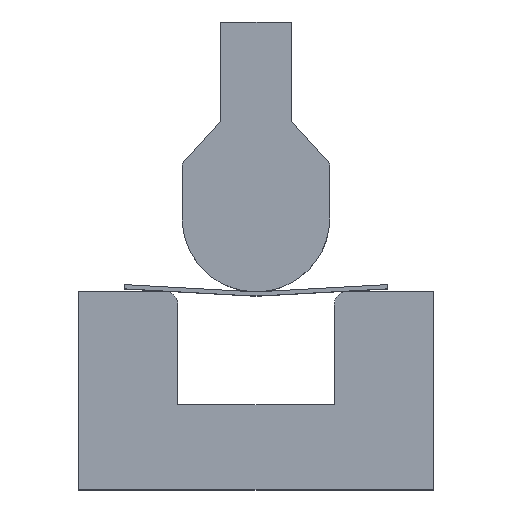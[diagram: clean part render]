
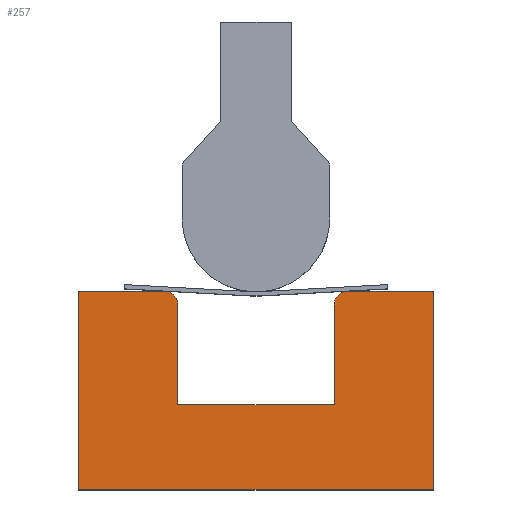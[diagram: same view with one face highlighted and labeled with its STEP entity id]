
A CAD part, top view. The second image highlights one B-rep face of the part: STEP entity #257.
In plain terms, the highlighted free-form (B-spline) face has degree [1, 1] with [2, 2] control points.
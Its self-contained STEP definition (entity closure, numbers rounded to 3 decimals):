
#31 = VERTEX_POINT('',#32);
#32 = CARTESIAN_POINT('',(-87.865,0.,21.088));
#37 = EDGE_CURVE('',#38,#31,#40,.T.);
#38 = VERTEX_POINT('',#39);
#39 = CARTESIAN_POINT('',(-87.865,98.409,21.088
    ));
#40 = B_SPLINE_CURVE_WITH_KNOTS('',1,(#41,#42),.UNSPECIFIED.,.F.,.F.,(2,
    2),(-70.,-0.),.PIECEWISE_BEZIER_KNOTS.);
#41 = CARTESIAN_POINT('',(-87.865,98.409,21.088
    ));
#42 = CARTESIAN_POINT('',(-87.865,0.,21.088));
#65 = VERTEX_POINT('',#66);
#66 = CARTESIAN_POINT('',(87.865,0.,21.088));
#71 = EDGE_CURVE('',#31,#65,#72,.T.);
#72 = B_SPLINE_CURVE_WITH_KNOTS('',1,(#73,#74),.UNSPECIFIED.,.F.,.F.,(2,
    2),(0.,125.),.PIECEWISE_BEZIER_KNOTS.);
#73 = CARTESIAN_POINT('',(-87.865,0.,21.088));
#74 = CARTESIAN_POINT('',(87.865,0.,21.088));
#93 = VERTEX_POINT('',#94);
#94 = CARTESIAN_POINT('',(87.865,98.409,
    21.088));
#99 = EDGE_CURVE('',#65,#93,#100,.T.);
#100 = B_SPLINE_CURVE_WITH_KNOTS('',1,(#101,#102),.UNSPECIFIED.,.F.,.F.,
  (2,2),(0.,70.),.PIECEWISE_BEZIER_KNOTS.);
#101 = CARTESIAN_POINT('',(87.865,0.,21.088));
#102 = CARTESIAN_POINT('',(87.865,98.409,
    21.088));
#121 = VERTEX_POINT('',#122);
#122 = CARTESIAN_POINT('',(45.69,98.409,
    21.088));
#127 = EDGE_CURVE('',#93,#121,#128,.T.);
#128 = B_SPLINE_CURVE_WITH_KNOTS('',1,(#129,#130),.UNSPECIFIED.,.F.,.F.,
  (2,2),(-35.,-5.),.PIECEWISE_BEZIER_KNOTS.);
#129 = CARTESIAN_POINT('',(87.865,98.409,
    21.088));
#130 = CARTESIAN_POINT('',(45.69,98.409,
    21.088));
#141 = EDGE_CURVE('',#142,#144,#146,.T.);
#142 = VERTEX_POINT('',#143);
#143 = CARTESIAN_POINT('',(38.661,91.38,
    21.088));
#144 = VERTEX_POINT('',#145);
#145 = CARTESIAN_POINT('',(38.661,42.175,
    21.088));
#146 = B_SPLINE_CURVE_WITH_KNOTS('',1,(#147,#148),.UNSPECIFIED.,.F.,.F.,
  (2,2),(-35.,-0.),.PIECEWISE_BEZIER_KNOTS.);
#147 = CARTESIAN_POINT('',(38.661,91.38,
    21.088));
#148 = CARTESIAN_POINT('',(38.661,42.175,
    21.088));
#185 = VERTEX_POINT('',#186);
#186 = CARTESIAN_POINT('',(-38.661,42.175,
    21.088));
#191 = EDGE_CURVE('',#144,#185,#192,.T.);
#192 = B_SPLINE_CURVE_WITH_KNOTS('',1,(#193,#194),.UNSPECIFIED.,.F.,.F.,
  (2,2),(-55.,-0.),.PIECEWISE_BEZIER_KNOTS.);
#193 = CARTESIAN_POINT('',(38.661,42.175,
    21.088));
#194 = CARTESIAN_POINT('',(-38.661,42.175,
    21.088));
#213 = VERTEX_POINT('',#214);
#214 = CARTESIAN_POINT('',(-38.661,91.38,
    21.088));
#219 = EDGE_CURVE('',#185,#213,#220,.T.);
#220 = B_SPLINE_CURVE_WITH_KNOTS('',1,(#221,#222),.UNSPECIFIED.,.F.,.F.,
  (2,2),(-40.,-5.),.PIECEWISE_BEZIER_KNOTS.);
#221 = CARTESIAN_POINT('',(-38.661,42.175,
    21.088));
#222 = CARTESIAN_POINT('',(-38.661,91.38,
    21.088));
#233 = EDGE_CURVE('',#234,#38,#236,.T.);
#234 = VERTEX_POINT('',#235);
#235 = CARTESIAN_POINT('',(-45.69,98.409,
    21.088));
#236 = B_SPLINE_CURVE_WITH_KNOTS('',1,(#237,#238),.UNSPECIFIED.,.F.,.F.,
  (2,2),(-30.,-0.),.PIECEWISE_BEZIER_KNOTS.);
#237 = CARTESIAN_POINT('',(-45.69,98.409,
    21.088));
#238 = CARTESIAN_POINT('',(-87.865,98.409,
    21.088));
#257 = ADVANCED_FACE('',(#258),#280,.F.);
#258 = FACE_BOUND('',#259,.T.);
#259 = EDGE_LOOP('',(#260,#261,#267,#268,#269,#270,#276,#277,#278,#279)
  );
#260 = ORIENTED_EDGE('',*,*,#127,.T.);
#261 = ORIENTED_EDGE('',*,*,#262,.T.);
#262 = EDGE_CURVE('',#121,#142,#263,.T.);
#263 = ( BOUNDED_CURVE() B_SPLINE_CURVE(2,(#264,#265,#266),
.UNSPECIFIED.,.F.,.F.) B_SPLINE_CURVE_WITH_KNOTS((3,3),(4.712,
6.283),.PIECEWISE_BEZIER_KNOTS.) CURVE() 
GEOMETRIC_REPRESENTATION_ITEM() RATIONAL_B_SPLINE_CURVE((1.,
0.707,1.)) REPRESENTATION_ITEM('') );
#264 = CARTESIAN_POINT('',(45.69,98.409,
    21.088));
#265 = CARTESIAN_POINT('',(38.661,98.409,
    21.088));
#266 = CARTESIAN_POINT('',(38.661,91.38,
    21.088));
#267 = ORIENTED_EDGE('',*,*,#141,.T.);
#268 = ORIENTED_EDGE('',*,*,#191,.T.);
#269 = ORIENTED_EDGE('',*,*,#219,.T.);
#270 = ORIENTED_EDGE('',*,*,#271,.T.);
#271 = EDGE_CURVE('',#213,#234,#272,.T.);
#272 = ( BOUNDED_CURVE() B_SPLINE_CURVE(2,(#273,#274,#275),
.UNSPECIFIED.,.F.,.F.) B_SPLINE_CURVE_WITH_KNOTS((3,3),(3.142,
4.712),.PIECEWISE_BEZIER_KNOTS.) CURVE() 
GEOMETRIC_REPRESENTATION_ITEM() RATIONAL_B_SPLINE_CURVE((1.,
0.707,1.)) REPRESENTATION_ITEM('') );
#273 = CARTESIAN_POINT('',(-38.661,91.38,
    21.088));
#274 = CARTESIAN_POINT('',(-38.661,98.409,
    21.088));
#275 = CARTESIAN_POINT('',(-45.69,98.409,
    21.088));
#276 = ORIENTED_EDGE('',*,*,#233,.T.);
#277 = ORIENTED_EDGE('',*,*,#37,.T.);
#278 = ORIENTED_EDGE('',*,*,#71,.T.);
#279 = ORIENTED_EDGE('',*,*,#99,.T.);
#280 = B_SPLINE_SURFACE_WITH_KNOTS('',1,1,(
    (#281,#282)
    ,(#283,#284
    )),.UNSPECIFIED.,.F.,.F.,.F.,(2,2),(2,2),(-62.5,62.5),(0.,70.),
  .PIECEWISE_BEZIER_KNOTS.);
#281 = CARTESIAN_POINT('',(87.865,0.,21.088));
#282 = CARTESIAN_POINT('',(87.865,98.409,
    21.088));
#283 = CARTESIAN_POINT('',(-87.865,0.,21.088));
#284 = CARTESIAN_POINT('',(-87.865,98.409,
    21.088));
